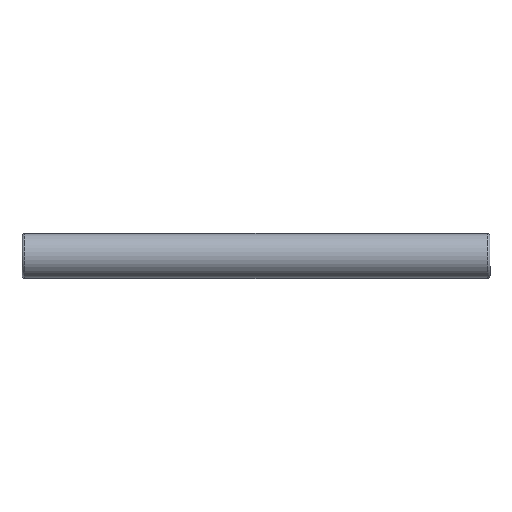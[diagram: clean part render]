
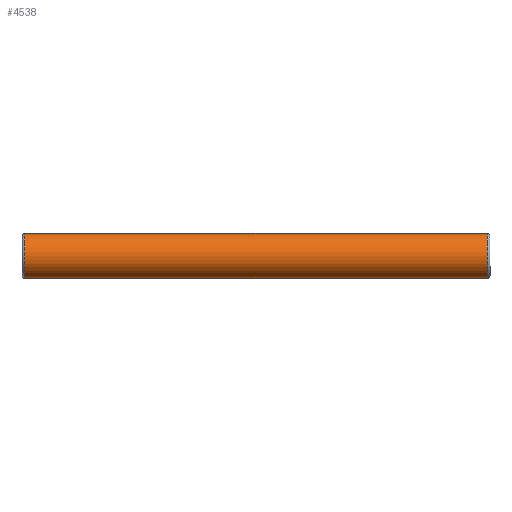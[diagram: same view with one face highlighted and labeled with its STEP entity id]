
A CAD part, left-side view. The second image highlights one B-rep face of the part: STEP entity #4538.
In plain terms, the highlighted cylindrical face has radius 4.1 mm (diameter 8.2 mm), a partial arc.
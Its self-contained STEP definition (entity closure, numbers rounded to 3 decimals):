
#1593 = TOROIDAL_SURFACE('',#1594,3.6,0.5);
#1594 = AXIS2_PLACEMENT_3D('',#1595,#1596,#1597);
#1595 = CARTESIAN_POINT('',(-24.5,-42.,0.));
#1596 = DIRECTION('',(0.,-1.,0.));
#1597 = DIRECTION('',(0.,0.,1.));
#3825 = VERTEX_POINT('',#3826);
#3826 = CARTESIAN_POINT('',(-24.5,-42.,4.1));
#3846 = EDGE_CURVE('',#3825,#3847,#3849,.T.);
#3847 = VERTEX_POINT('',#3848);
#3848 = CARTESIAN_POINT('',(-24.5,-42.,-4.1));
#3849 = SURFACE_CURVE('',#3850,(#3855,#3862),.PCURVE_S1.);
#3850 = CIRCLE('',#3851,4.1);
#3851 = AXIS2_PLACEMENT_3D('',#3852,#3853,#3854);
#3852 = CARTESIAN_POINT('',(-24.5,-42.,0.));
#3853 = DIRECTION('',(0.,-1.,0.));
#3854 = DIRECTION('',(0.,0.,1.));
#3855 = PCURVE('',#1593,#3856);
#3856 = DEFINITIONAL_REPRESENTATION('',(#3857),#3861);
#3857 = LINE('',#3858,#3859);
#3858 = CARTESIAN_POINT('',(0.,0.));
#3859 = VECTOR('',#3860,1.);
#3860 = DIRECTION('',(1.,0.));
#3861 = ( GEOMETRIC_REPRESENTATION_CONTEXT(2) 
PARAMETRIC_REPRESENTATION_CONTEXT() REPRESENTATION_CONTEXT('2D SPACE',''
  ) );
#3862 = PCURVE('',#3863,#3868);
#3863 = CYLINDRICAL_SURFACE('',#3864,4.1);
#3864 = AXIS2_PLACEMENT_3D('',#3865,#3866,#3867);
#3865 = CARTESIAN_POINT('',(-24.5,42.5,0.));
#3866 = DIRECTION('',(0.,1.,0.));
#3867 = DIRECTION('',(1.,0.,0.));
#3868 = DEFINITIONAL_REPRESENTATION('',(#3869),#3873);
#3869 = LINE('',#3870,#3871);
#3870 = CARTESIAN_POINT('',(-1.571,-84.5));
#3871 = VECTOR('',#3872,1.);
#3872 = DIRECTION('',(-1.,0.));
#3873 = ( GEOMETRIC_REPRESENTATION_CONTEXT(2) 
PARAMETRIC_REPRESENTATION_CONTEXT() REPRESENTATION_CONTEXT('2D SPACE',''
  ) );
#3937 = PLANE('',#3938);
#3938 = AXIS2_PLACEMENT_3D('',#3939,#3940,#3941);
#3939 = CARTESIAN_POINT('',(-24.5,42.5,4.1));
#3940 = DIRECTION('',(0.,0.,1.));
#3941 = DIRECTION('',(1.,0.,0.));
#3990 = PLANE('',#3991);
#3991 = AXIS2_PLACEMENT_3D('',#3992,#3993,#3994);
#3992 = CARTESIAN_POINT('',(-24.5,42.5,-4.1));
#3993 = DIRECTION('',(0.,0.,1.));
#3994 = DIRECTION('',(1.,0.,0.));
#4538 = ADVANCED_FACE('',(#4539),#3863,.T.);
#4539 = FACE_BOUND('',#4540,.F.);
#4540 = EDGE_LOOP('',(#4541,#4564,#4565,#4588));
#4541 = ORIENTED_EDGE('',*,*,#4542,.T.);
#4542 = EDGE_CURVE('',#4543,#3825,#4545,.T.);
#4543 = VERTEX_POINT('',#4544);
#4544 = CARTESIAN_POINT('',(-24.5,42.,4.1));
#4545 = SURFACE_CURVE('',#4546,(#4550,#4557),.PCURVE_S1.);
#4546 = LINE('',#4547,#4548);
#4547 = CARTESIAN_POINT('',(-24.5,42.5,4.1));
#4548 = VECTOR('',#4549,1.);
#4549 = DIRECTION('',(0.,-1.,0.));
#4550 = PCURVE('',#3863,#4551);
#4551 = DEFINITIONAL_REPRESENTATION('',(#4552),#4556);
#4552 = LINE('',#4553,#4554);
#4553 = CARTESIAN_POINT('',(-1.571,0.));
#4554 = VECTOR('',#4555,1.);
#4555 = DIRECTION('',(-0.,-1.));
#4556 = ( GEOMETRIC_REPRESENTATION_CONTEXT(2) 
PARAMETRIC_REPRESENTATION_CONTEXT() REPRESENTATION_CONTEXT('2D SPACE',''
  ) );
#4557 = PCURVE('',#3937,#4558);
#4558 = DEFINITIONAL_REPRESENTATION('',(#4559),#4563);
#4559 = LINE('',#4560,#4561);
#4560 = CARTESIAN_POINT('',(0.,0.));
#4561 = VECTOR('',#4562,1.);
#4562 = DIRECTION('',(0.,-1.));
#4563 = ( GEOMETRIC_REPRESENTATION_CONTEXT(2) 
PARAMETRIC_REPRESENTATION_CONTEXT() REPRESENTATION_CONTEXT('2D SPACE',''
  ) );
#4564 = ORIENTED_EDGE('',*,*,#3846,.T.);
#4565 = ORIENTED_EDGE('',*,*,#4566,.F.);
#4566 = EDGE_CURVE('',#4567,#3847,#4569,.T.);
#4567 = VERTEX_POINT('',#4568);
#4568 = CARTESIAN_POINT('',(-24.5,42.,-4.1));
#4569 = SURFACE_CURVE('',#4570,(#4574,#4581),.PCURVE_S1.);
#4570 = LINE('',#4571,#4572);
#4571 = CARTESIAN_POINT('',(-24.5,42.5,-4.1));
#4572 = VECTOR('',#4573,1.);
#4573 = DIRECTION('',(0.,-1.,0.));
#4574 = PCURVE('',#3863,#4575);
#4575 = DEFINITIONAL_REPRESENTATION('',(#4576),#4580);
#4576 = LINE('',#4577,#4578);
#4577 = CARTESIAN_POINT('',(-4.712,0.));
#4578 = VECTOR('',#4579,1.);
#4579 = DIRECTION('',(-0.,-1.));
#4580 = ( GEOMETRIC_REPRESENTATION_CONTEXT(2) 
PARAMETRIC_REPRESENTATION_CONTEXT() REPRESENTATION_CONTEXT('2D SPACE',''
  ) );
#4581 = PCURVE('',#3990,#4582);
#4582 = DEFINITIONAL_REPRESENTATION('',(#4583),#4587);
#4583 = LINE('',#4584,#4585);
#4584 = CARTESIAN_POINT('',(0.,0.));
#4585 = VECTOR('',#4586,1.);
#4586 = DIRECTION('',(0.,-1.));
#4587 = ( GEOMETRIC_REPRESENTATION_CONTEXT(2) 
PARAMETRIC_REPRESENTATION_CONTEXT() REPRESENTATION_CONTEXT('2D SPACE',''
  ) );
#4588 = ORIENTED_EDGE('',*,*,#4589,.F.);
#4589 = EDGE_CURVE('',#4543,#4567,#4590,.T.);
#4590 = SURFACE_CURVE('',#4591,(#4596,#4603),.PCURVE_S1.);
#4591 = CIRCLE('',#4592,4.1);
#4592 = AXIS2_PLACEMENT_3D('',#4593,#4594,#4595);
#4593 = CARTESIAN_POINT('',(-24.5,42.,0.));
#4594 = DIRECTION('',(0.,-1.,0.));
#4595 = DIRECTION('',(0.,0.,1.));
#4596 = PCURVE('',#3863,#4597);
#4597 = DEFINITIONAL_REPRESENTATION('',(#4598),#4602);
#4598 = LINE('',#4599,#4600);
#4599 = CARTESIAN_POINT('',(-1.571,-0.5));
#4600 = VECTOR('',#4601,1.);
#4601 = DIRECTION('',(-1.,0.));
#4602 = ( GEOMETRIC_REPRESENTATION_CONTEXT(2) 
PARAMETRIC_REPRESENTATION_CONTEXT() REPRESENTATION_CONTEXT('2D SPACE',''
  ) );
#4603 = PCURVE('',#4604,#4609);
#4604 = TOROIDAL_SURFACE('',#4605,3.6,0.5);
#4605 = AXIS2_PLACEMENT_3D('',#4606,#4607,#4608);
#4606 = CARTESIAN_POINT('',(-24.5,42.,0.));
#4607 = DIRECTION('',(0.,1.,0.));
#4608 = DIRECTION('',(0.,0.,1.));
#4609 = DEFINITIONAL_REPRESENTATION('',(#4610),#4614);
#4610 = LINE('',#4611,#4612);
#4611 = CARTESIAN_POINT('',(-0.,0.));
#4612 = VECTOR('',#4613,1.);
#4613 = DIRECTION('',(-1.,0.));
#4614 = ( GEOMETRIC_REPRESENTATION_CONTEXT(2) 
PARAMETRIC_REPRESENTATION_CONTEXT() REPRESENTATION_CONTEXT('2D SPACE',''
  ) );
